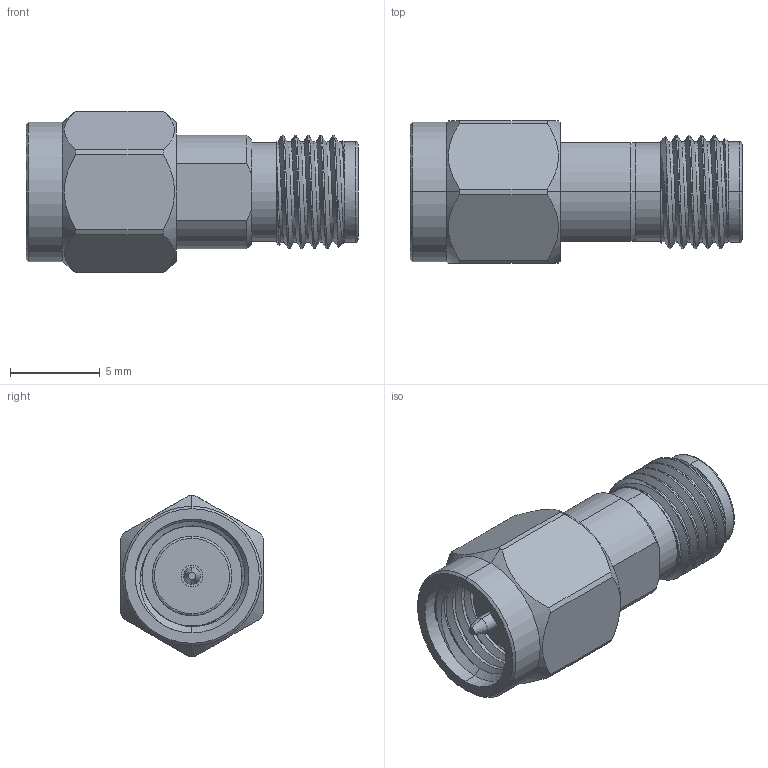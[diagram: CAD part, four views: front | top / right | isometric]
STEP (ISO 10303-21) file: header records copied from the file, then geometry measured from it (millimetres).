
FILE_DESCRIPTION (( 'STEP AP214' ), '1' );
FILE_NAME ('SM4983_3D.step', '2023-07-10T17:58:39', ( '' ), ( '' ), 'SwSTEP 2.0', 'SolidWorks 2022', '' );
FILE_SCHEMA (( 'AUTOMOTIVE_DESIGN' ));
Length unit declared in the file: inch
Products named in the file (1): SM4983_3D
Bounding box: 18.5 x 7.94 x 8.99 mm (x, y, z)
Volume: 574.4 mm3; surface area: 817.9 mm2
Topology: 1 solids, 1 shells, 121 faces, 305 edges, 195 vertices
Faces by surface type: cylinder 53, plane 31, cone 27, bspline 8, torus 2
Entity records: 6304 total; most frequent: CARTESIAN_POINT 3532, ORIENTED_EDGE 610, DIRECTION 538, EDGE_CURVE 305, AXIS2_PLACEMENT_3D 217, VERTEX_POINT 195, EDGE_LOOP 130, ADVANCED_FACE 121
